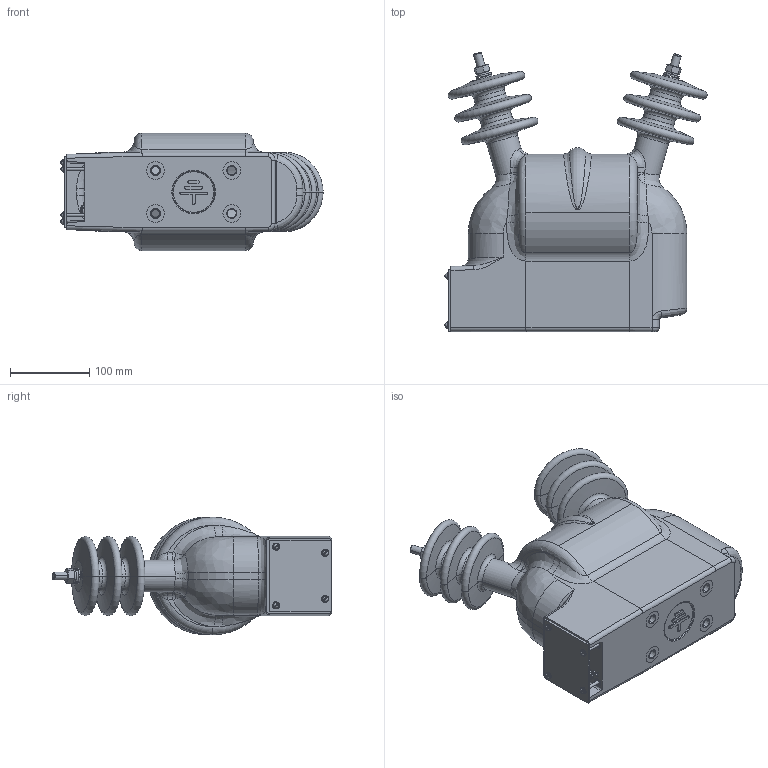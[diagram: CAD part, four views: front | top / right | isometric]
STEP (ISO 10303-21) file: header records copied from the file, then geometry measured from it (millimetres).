
FILE_DESCRIPTION (( 'STEP AP214' ), '1' );
FILE_NAME ('ﾎﾋ-0,25-10(6)ﾌ-0,22 ﾓﾕﾋ1.STEP', '2023-03-16T05:25:59', ( '' ), ( '' ), 'SwSTEP 2.0', 'SolidWorks 2010', '' );
FILE_SCHEMA (( 'AUTOMOTIVE_DESIGN' ));
Length unit declared in the file: millimetre
Products named in the file (1): ﾎﾋ-0,25-10(6)ﾌ-0,22 ﾓﾕﾋ1
Bounding box: 330 x 351.49 x 148 mm (x, y, z)
Surface area: 347534.1 mm2 (no closed solid volume)
Topology: 0 solids, 46 shells, 414 faces, 1203 edges, 825 vertices
Faces by surface type: plane 125, cylinder 106, cone 63, torus 55, bspline 54, sphere 11
Entity records: 23257 total; most frequent: CARTESIAN_POINT 8107, DIRECTION 2291, ORIENTED_EDGE 2005, EDGE_CURVE 1190, AXIS2_PLACEMENT_3D 922, VERTEX_POINT 825, CIRCLE 561, EDGE_LOOP 472
